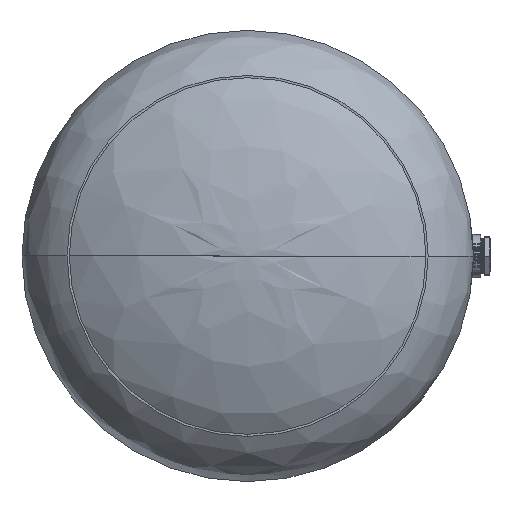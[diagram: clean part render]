
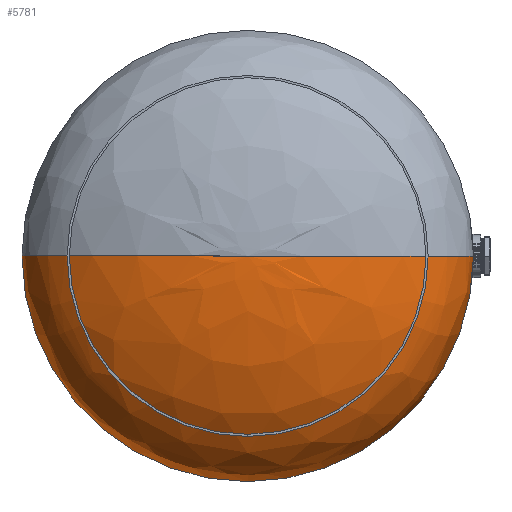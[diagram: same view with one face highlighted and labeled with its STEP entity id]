
A CAD part, left-side view. The second image highlights one B-rep face of the part: STEP entity #5781.
In plain terms, the highlighted free-form (B-spline) face has degree [3, 3] with [4, 4] control points.
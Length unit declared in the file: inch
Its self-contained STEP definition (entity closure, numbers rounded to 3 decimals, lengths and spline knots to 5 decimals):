
#448 = DIRECTION ( 'NONE',  ( 0., 1., 0. ) ) ;
#598 =( BOUNDED_CURVE ( )  B_SPLINE_CURVE ( 3, ( #2829, #5815, #3734, #7712 ),
 .UNSPECIFIED., .F., .F. ) 
 B_SPLINE_CURVE_WITH_KNOTS ( ( 4, 4 ),
 ( 4.71239, 6.28319 ),
 .UNSPECIFIED. ) 
 CURVE ( )  GEOMETRIC_REPRESENTATION_ITEM ( )  RATIONAL_B_SPLINE_CURVE ( ( 1., 0.805, 0.805, 1. ) ) 
 REPRESENTATION_ITEM ( '' )  );
#718 = CARTESIAN_POINT ( 'NONE',  ( -15., 0.788, 0. ) ) ;
#923 = CARTESIAN_POINT ( 'NONE',  ( 8.7868, 8.375, 0. ) ) ;
#1654 = CARTESIAN_POINT ( 'NONE',  ( -8.7868, 8.375, 0. ) ) ;
#1713 = CARTESIAN_POINT ( 'NONE',  ( -8.7868, 8.375, 17.57359 ) ) ;
#1780 = CARTESIAN_POINT ( 'NONE',  ( -15., 5.23236, 30. ) ) ;
#2379 = CARTESIAN_POINT ( 'NONE',  ( 0., 8.375, 0. ) ) ;
#2425 = CIRCLE ( 'NONE', #12852, 15. ) ;
#2602 = CARTESIAN_POINT ( 'NONE',  ( 0., 0.788, 0. ) ) ;
#2829 = CARTESIAN_POINT ( 'NONE',  ( 0., 8.375, 0. ) ) ;
#3462 = ORIENTED_EDGE ( 'NONE', *, *, #8397, .T. ) ;
#3728 = CARTESIAN_POINT ( 'NONE',  ( 0., 8.375, 0. ) ) ;
#3734 = CARTESIAN_POINT ( 'NONE',  ( -15., 5.23236, 0. ) ) ;
#4329 = CARTESIAN_POINT ( 'NONE',  ( 15., 5.23236, 0. ) ) ;
#4765 = CARTESIAN_POINT ( 'NONE',  ( 0., 8.375, 0. ) ) ;
#4898 = CARTESIAN_POINT ( 'NONE',  ( -15., 0.788, 30. ) ) ;
#4939 =( BOUNDED_CURVE ( )  B_SPLINE_CURVE ( 3, ( #2379, #8559, #4329, #8496 ),
 .UNSPECIFIED., .F., .T. ) 
 B_SPLINE_CURVE_WITH_KNOTS ( ( 4, 4 ),
 ( 4.71239, 6.28319 ),
 .UNSPECIFIED. ) 
 CURVE ( )  GEOMETRIC_REPRESENTATION_ITEM ( )  RATIONAL_B_SPLINE_CURVE ( ( 1., 0.805, 0.805, 1. ) ) 
 REPRESENTATION_ITEM ( '' )  );
#4995 = VERTEX_POINT ( 'NONE', #7079 ) ;
#5286 = VERTEX_POINT ( 'NONE', #5685 ) ;
#5530 = EDGE_CURVE ( 'NONE', #5286, #4995, #4939, .T. ) ;
#5661 = ORIENTED_EDGE ( 'NONE', *, *, #5530, .F. ) ;
#5670 = CARTESIAN_POINT ( 'NONE',  ( 15., 5.23236, 30. ) ) ;
#5685 = CARTESIAN_POINT ( 'NONE',  ( 0., 8.375, 0. ) ) ;
#5737 = CARTESIAN_POINT ( 'NONE',  ( 0., 8.375, 0. ) ) ;
#5781 = ADVANCED_FACE ( 'NONE', ( #7635 ), #9040, .T. ) ;
#5815 = CARTESIAN_POINT ( 'NONE',  ( -8.7868, 8.375, 0. ) ) ;
#6004 = EDGE_CURVE ( 'NONE', #11582, #4995, #2425, .T. ) ;
#7079 = CARTESIAN_POINT ( 'NONE',  ( 15., 0.788, 0. ) ) ;
#7635 = FACE_OUTER_BOUND ( 'NONE', #8374, .T. ) ;
#7706 = CARTESIAN_POINT ( 'NONE',  ( 8.7868, 8.375, 17.57359 ) ) ;
#7712 = CARTESIAN_POINT ( 'NONE',  ( -15., 0.788, 0. ) ) ;
#8374 = EDGE_LOOP ( 'NONE', ( #5661, #3462, #9415 ) ) ;
#8397 = EDGE_CURVE ( 'NONE', #5286, #11582, #598, .T. ) ;
#8496 = CARTESIAN_POINT ( 'NONE',  ( 15., 0.788, 0. ) ) ;
#8559 = CARTESIAN_POINT ( 'NONE',  ( 8.7868, 8.375, 0. ) ) ;
#8762 = CARTESIAN_POINT ( 'NONE',  ( -15., 5.23236, 0. ) ) ;
#9040 =( BOUNDED_SURFACE ( )  B_SPLINE_SURFACE ( 3, 3, ( 
 ( #11764, #3728, #4765, #5737 ),
 ( #1654, #1713, #7706, #923 ),
 ( #8762, #1780, #5670, #9697 ),
 ( #718, #4898, #12745, #9894 ) ),
 .UNSPECIFIED., .F., .F., .F. ) 
 B_SPLINE_SURFACE_WITH_KNOTS ( ( 4, 4 ),
 ( 4, 4 ),
 ( 0., 1. ),
 ( 0., 1. ),
 .UNSPECIFIED. ) 
 GEOMETRIC_REPRESENTATION_ITEM ( )  RATIONAL_B_SPLINE_SURFACE ( (
 ( 1., 0.333, 0.333, 1.),
 ( 0.805, 0.268, 0.268, 0.805),
 ( 0.805, 0.268, 0.268, 0.805),
 ( 1., 0.333, 0.333, 1.) ) ) 
 REPRESENTATION_ITEM ( '' )  SURFACE ( )  );
#9415 = ORIENTED_EDGE ( 'NONE', *, *, #6004, .T. ) ;
#9697 = CARTESIAN_POINT ( 'NONE',  ( 15., 5.23236, 0. ) ) ;
#9894 = CARTESIAN_POINT ( 'NONE',  ( 15., 0.788, 0. ) ) ;
#10777 = CARTESIAN_POINT ( 'NONE',  ( -15., 0.788, 0. ) ) ;
#11582 = VERTEX_POINT ( 'NONE', #10777 ) ;
#11764 = CARTESIAN_POINT ( 'NONE',  ( 0., 8.375, 0. ) ) ;
#12650 = DIRECTION ( 'NONE',  ( -1., 0., 0. ) ) ;
#12745 = CARTESIAN_POINT ( 'NONE',  ( 15., 0.788, 30. ) ) ;
#12852 = AXIS2_PLACEMENT_3D ( 'NONE', #2602, #448, #12650 ) ;
